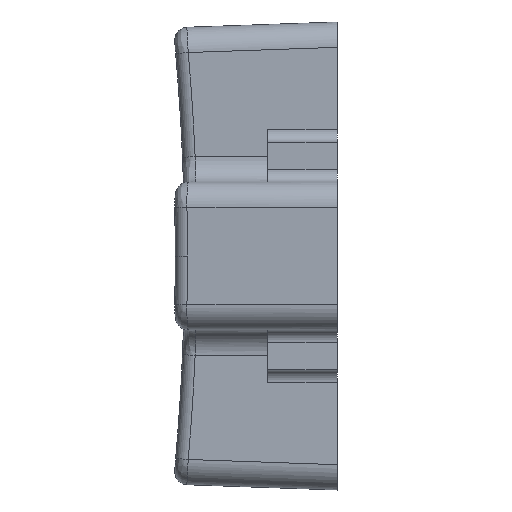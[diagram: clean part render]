
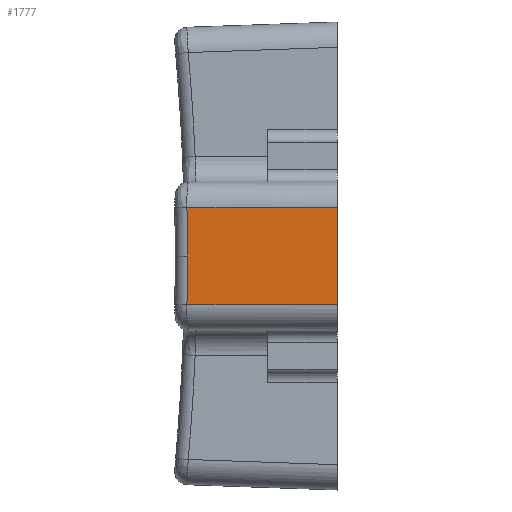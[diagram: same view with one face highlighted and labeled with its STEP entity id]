
A CAD part, left-side view. The second image highlights one B-rep face of the part: STEP entity #1777.
In plain terms, the highlighted planar face has unit normal (-0.999, 0.035, 0).
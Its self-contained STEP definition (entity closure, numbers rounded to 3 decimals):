
#68 = CARTESIAN_POINT ( 'NONE',  ( -9.25, 0., -12.425 ) ) ;
#128 = VECTOR ( 'NONE', #611, 1000. ) ;
#168 = CARTESIAN_POINT ( 'NONE',  ( -5.89, 96.206, -9.5 ) ) ;
#349 = VERTEX_POINT ( 'NONE', #2979 ) ;
#400 = FACE_OUTER_BOUND ( 'NONE', #2613, .T. ) ;
#407 = EDGE_CURVE ( 'NONE', #2944, #593, #3618, .T. ) ;
#443 = CIRCLE ( 'NONE', #2770, 90.339 ) ;
#514 = ORIENTED_EDGE ( 'NONE', *, *, #2339, .T. ) ;
#593 = VERTEX_POINT ( 'NONE', #2516 ) ;
#611 = DIRECTION ( 'NONE',  ( -0.035, -0.999, 0. ) ) ;
#637 = VERTEX_POINT ( 'NONE', #962 ) ;
#684 = CARTESIAN_POINT ( 'NONE',  ( -9.25, 0., -12.425 ) ) ;
#704 = CARTESIAN_POINT ( 'NONE',  ( -9.25, 0., -7.575 ) ) ;
#709 = VERTEX_POINT ( 'NONE', #2902 ) ;
#778 = ORIENTED_EDGE ( 'NONE', *, *, #2737, .T. ) ;
#906 = ORIENTED_EDGE ( 'NONE', *, *, #407, .T. ) ;
#922 = ORIENTED_EDGE ( 'NONE', *, *, #3849, .T. ) ;
#962 = CARTESIAN_POINT ( 'NONE',  ( -9.042, 5.942, -11.425 ) ) ;
#1215 = DIRECTION ( 'NONE',  ( 0., 0., -1. ) ) ;
#1237 = LINE ( 'NONE', #684, #1739 ) ;
#1264 = DIRECTION ( 'NONE',  ( -0.999, 0.035, 0. ) ) ;
#1364 = DIRECTION ( 'NONE',  ( 0.999, -0.035, 0. ) ) ;
#1453 = VECTOR ( 'NONE', #3427, 1000. ) ;
#1499 = CIRCLE ( 'NONE', #2928, 90.339 ) ;
#1739 = VECTOR ( 'NONE', #1215, 1000. ) ;
#1777 = ADVANCED_FACE ( 'NONE', ( #400 ), #2142, .T. ) ;
#1917 = CARTESIAN_POINT ( 'NONE',  ( -9.25, 0., -7.575 ) ) ;
#2095 = LINE ( 'NONE', #3302, #128 ) ;
#2142 = PLANE ( 'NONE',  #2949 ) ;
#2339 = EDGE_CURVE ( 'NONE', #637, #349, #2095, .T. ) ;
#2407 = DIRECTION ( 'NONE',  ( -0.035, -0.999, 0. ) ) ;
#2513 = ORIENTED_EDGE ( 'NONE', *, *, #2883, .F. ) ;
#2516 = CARTESIAN_POINT ( 'NONE',  ( -9.042, 5.942, -7.575 ) ) ;
#2556 = DIRECTION ( 'NONE',  ( -0.035, -0.999, 0. ) ) ;
#2613 = EDGE_LOOP ( 'NONE', ( #906, #778, #922, #514, #2513 ) ) ;
#2737 = EDGE_CURVE ( 'NONE', #593, #709, #443, .T. ) ;
#2770 = AXIS2_PLACEMENT_3D ( 'NONE', #168, #1364, #2556 ) ;
#2883 = EDGE_CURVE ( 'NONE', #2944, #349, #1237, .T. ) ;
#2902 = CARTESIAN_POINT ( 'NONE',  ( -9.043, 5.922, -9.5 ) ) ;
#2928 = AXIS2_PLACEMENT_3D ( 'NONE', #3233, #3872, #2957 ) ;
#2944 = VERTEX_POINT ( 'NONE', #704 ) ;
#2949 = AXIS2_PLACEMENT_3D ( 'NONE', #68, #1264, #2407 ) ;
#2957 = DIRECTION ( 'NONE',  ( -0.035, -0.999, 0. ) ) ;
#2979 = CARTESIAN_POINT ( 'NONE',  ( -9.25, 0., -11.425 ) ) ;
#3233 = CARTESIAN_POINT ( 'NONE',  ( -5.89, 96.206, -9.5 ) ) ;
#3302 = CARTESIAN_POINT ( 'NONE',  ( -9.25, 0., -11.425 ) ) ;
#3427 = DIRECTION ( 'NONE',  ( 0.035, 0.999, 0. ) ) ;
#3618 = LINE ( 'NONE', #1917, #1453 ) ;
#3849 = EDGE_CURVE ( 'NONE', #709, #637, #1499, .T. ) ;
#3872 = DIRECTION ( 'NONE',  ( 0.999, -0.035, 0. ) ) ;
